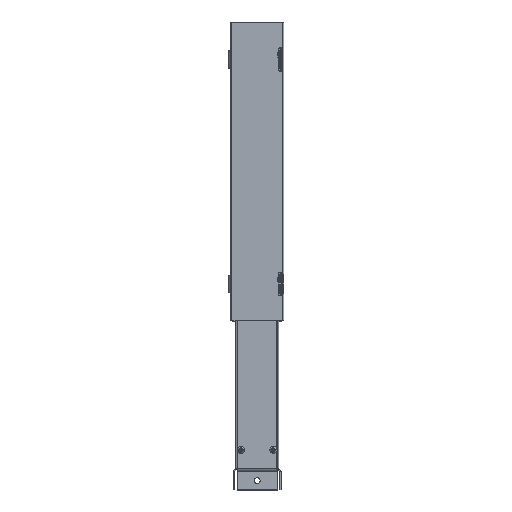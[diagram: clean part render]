
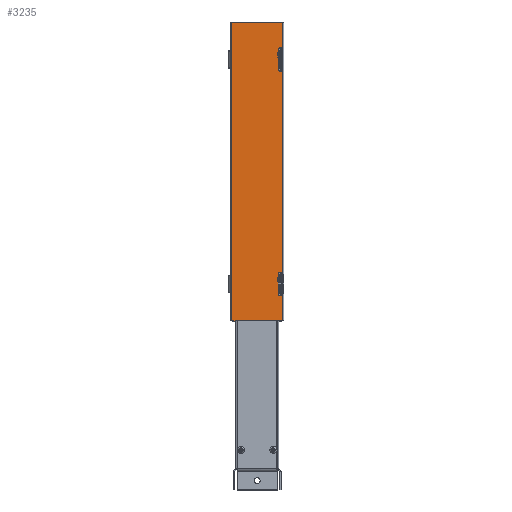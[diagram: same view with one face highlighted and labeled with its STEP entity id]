
A CAD part, top view. The second image highlights one B-rep face of the part: STEP entity #3235.
In plain terms, the highlighted planar face has unit normal (0, 0, 1).
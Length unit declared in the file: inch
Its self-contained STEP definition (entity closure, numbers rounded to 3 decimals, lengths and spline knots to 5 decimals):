
#112 = EDGE_CURVE ( 'NONE', #2638, #4343, #1007, .T. ) ;
#338 = VERTEX_POINT ( 'NONE', #3723 ) ;
#412 = CIRCLE ( 'NONE', #12609, 0.125 ) ;
#425 = EDGE_CURVE ( 'NONE', #7696, #2638, #9561, .T. ) ;
#469 = CARTESIAN_POINT ( 'NONE',  ( 1.24, -6.5, 0.5425 ) ) ;
#667 = DIRECTION ( 'NONE',  ( 0., 1., 0. ) ) ;
#823 = CARTESIAN_POINT ( 'NONE',  ( 1.346, -5.43375, 0.5425 ) ) ;
#992 = ORIENTED_EDGE ( 'NONE', *, *, #3551, .T. ) ;
#1005 = LINE ( 'NONE', #15253, #4444 ) ;
#1007 = LINE ( 'NONE', #10509, #14203 ) ;
#1033 = CARTESIAN_POINT ( 'NONE',  ( 1.24, 5.5, 0.5425 ) ) ;
#1117 = CARTESIAN_POINT ( 'NONE',  ( 1.346, 5.43375, 0.5425 ) ) ;
#1235 = DIRECTION ( 'NONE',  ( 0., 1., 0. ) ) ;
#1288 = CARTESIAN_POINT ( 'NONE',  ( 1.346, -7.96875, 0.5425 ) ) ;
#1316 = ORIENTED_EDGE ( 'NONE', *, *, #10772, .T. ) ;
#1329 = DIRECTION ( 'NONE',  ( 1., 0., 0. ) ) ;
#1353 = LINE ( 'NONE', #1288, #9931 ) ;
#1732 = CARTESIAN_POINT ( 'NONE',  ( 1.346, -7.96875, 0.5425 ) ) ;
#2515 = PLANE ( 'NONE',  #9133 ) ;
#2638 = VERTEX_POINT ( 'NONE', #11432 ) ;
#2856 = DIRECTION ( 'NONE',  ( 0., 0., -1. ) ) ;
#3122 = EDGE_LOOP ( 'NONE', ( #11920, #8295, #11857, #9443, #6759, #7262, #4792, #992, #8885, #7451, #5667, #1316 ) ) ;
#3235 = ADVANCED_FACE ( 'NONE', ( #10936 ), #2515, .T. ) ;
#3426 = LINE ( 'NONE', #12082, #7858 ) ;
#3551 = EDGE_CURVE ( 'NONE', #338, #7696, #3426, .T. ) ;
#3723 = CARTESIAN_POINT ( 'NONE',  ( 1.115, 5.5, 0.5425 ) ) ;
#3899 = EDGE_CURVE ( 'NONE', #4044, #11179, #5872, .T. ) ;
#4044 = VERTEX_POINT ( 'NONE', #12367 ) ;
#4343 = VERTEX_POINT ( 'NONE', #14035 ) ;
#4444 = VECTOR ( 'NONE', #1235, 39.37008 ) ;
#4554 = LINE ( 'NONE', #9234, #8445 ) ;
#4792 = ORIENTED_EDGE ( 'NONE', *, *, #8081, .T. ) ;
#5002 = DIRECTION ( 'NONE',  ( 0., 0., 1. ) ) ;
#5067 = DIRECTION ( 'NONE',  ( 0., 0., -1. ) ) ;
#5134 = DIRECTION ( 'NONE',  ( 0., -1., 0. ) ) ;
#5210 = VERTEX_POINT ( 'NONE', #1117 ) ;
#5306 = DIRECTION ( 'NONE',  ( 1., 0., 0. ) ) ;
#5313 = CARTESIAN_POINT ( 'NONE',  ( 1.115, -6.5, 0.5425 ) ) ;
#5362 = VERTEX_POINT ( 'NONE', #5313 ) ;
#5667 = ORIENTED_EDGE ( 'NONE', *, *, #15092, .T. ) ;
#5872 = CIRCLE ( 'NONE', #12114, 0.125 ) ;
#6047 = DIRECTION ( 'NONE',  ( 1., 0., 0. ) ) ;
#6377 = CARTESIAN_POINT ( 'NONE',  ( 1.346, -7.96875, 0.5425 ) ) ;
#6387 = VECTOR ( 'NONE', #12901, 39.37008 ) ;
#6591 = VERTEX_POINT ( 'NONE', #14652 ) ;
#6759 = ORIENTED_EDGE ( 'NONE', *, *, #3899, .T. ) ;
#6785 = EDGE_CURVE ( 'NONE', #7298, #6591, #1005, .T. ) ;
#6788 = DIRECTION ( 'NONE',  ( 0., 1., 0. ) ) ;
#7231 = DIRECTION ( 'NONE',  ( 0., 0., -1. ) ) ;
#7262 = ORIENTED_EDGE ( 'NONE', *, *, #10304, .T. ) ;
#7298 = VERTEX_POINT ( 'NONE', #6377 ) ;
#7451 = ORIENTED_EDGE ( 'NONE', *, *, #112, .T. ) ;
#7469 = CARTESIAN_POINT ( 'NONE',  ( 1.24, 6.5, 0.5425 ) ) ;
#7601 = CARTESIAN_POINT ( 'NONE',  ( 1.115, 6.5, 0.5425 ) ) ;
#7696 = VERTEX_POINT ( 'NONE', #7601 ) ;
#7858 = VECTOR ( 'NONE', #13172, 39.37008 ) ;
#8081 = EDGE_CURVE ( 'NONE', #5210, #338, #15331, .T. ) ;
#8121 = EDGE_CURVE ( 'NONE', #6591, #5362, #412, .T. ) ;
#8212 = VECTOR ( 'NONE', #6788, 39.37008 ) ;
#8295 = ORIENTED_EDGE ( 'NONE', *, *, #6785, .T. ) ;
#8442 = DIRECTION ( 'NONE',  ( 1., 0., 0. ) ) ;
#8445 = VECTOR ( 'NONE', #667, 39.37008 ) ;
#8562 = DIRECTION ( 'NONE',  ( 1., 0., 0. ) ) ;
#8608 = AXIS2_PLACEMENT_3D ( 'NONE', #1033, #11939, #1329 ) ;
#8614 = DIRECTION ( 'NONE',  ( 1., 0., 0. ) ) ;
#8885 = ORIENTED_EDGE ( 'NONE', *, *, #425, .T. ) ;
#9133 = AXIS2_PLACEMENT_3D ( 'NONE', #10846, #5002, #5306 ) ;
#9234 = CARTESIAN_POINT ( 'NONE',  ( 1.115, -7.96875, 0.5425 ) ) ;
#9395 = CARTESIAN_POINT ( 'NONE',  ( -1.346, 7.96875, 0.5425 ) ) ;
#9443 = ORIENTED_EDGE ( 'NONE', *, *, #9693, .T. ) ;
#9561 = CIRCLE ( 'NONE', #13548, 0.125 ) ;
#9663 = CARTESIAN_POINT ( 'NONE',  ( -1.346, -7.96875, 0.5425 ) ) ;
#9693 = EDGE_CURVE ( 'NONE', #5362, #4044, #4554, .T. ) ;
#9931 = VECTOR ( 'NONE', #8442, 39.37008 ) ;
#10304 = EDGE_CURVE ( 'NONE', #11179, #5210, #12413, .T. ) ;
#10509 = CARTESIAN_POINT ( 'NONE',  ( 1.346, -7.96875, 0.5425 ) ) ;
#10702 = CARTESIAN_POINT ( 'NONE',  ( -1.346, -7.96875, 0.5425 ) ) ;
#10772 = EDGE_CURVE ( 'NONE', #12233, #11744, #11074, .T. ) ;
#10846 = CARTESIAN_POINT ( 'NONE',  ( 1.346, -7.96875, 0.5425 ) ) ;
#10929 = VECTOR ( 'NONE', #5134, 39.37008 ) ;
#10936 = FACE_OUTER_BOUND ( 'NONE', #3122, .T. ) ;
#11074 = LINE ( 'NONE', #9663, #10929 ) ;
#11179 = VERTEX_POINT ( 'NONE', #823 ) ;
#11432 = CARTESIAN_POINT ( 'NONE',  ( 1.346, 6.56625, 0.5425 ) ) ;
#11660 = CARTESIAN_POINT ( 'NONE',  ( 1.346, 7.96875, 0.5425 ) ) ;
#11744 = VERTEX_POINT ( 'NONE', #10702 ) ;
#11857 = ORIENTED_EDGE ( 'NONE', *, *, #8121, .T. ) ;
#11920 = ORIENTED_EDGE ( 'NONE', *, *, #13525, .T. ) ;
#11939 = DIRECTION ( 'NONE',  ( 0., 0., -1. ) ) ;
#12082 = CARTESIAN_POINT ( 'NONE',  ( 1.115, -7.96875, 0.5425 ) ) ;
#12114 = AXIS2_PLACEMENT_3D ( 'NONE', #15418, #7231, #6047 ) ;
#12233 = VERTEX_POINT ( 'NONE', #9395 ) ;
#12367 = CARTESIAN_POINT ( 'NONE',  ( 1.115, -5.5, 0.5425 ) ) ;
#12413 = LINE ( 'NONE', #1732, #8212 ) ;
#12609 = AXIS2_PLACEMENT_3D ( 'NONE', #469, #5067, #8562 ) ;
#12901 = DIRECTION ( 'NONE',  ( -1., 0., 0. ) ) ;
#13172 = DIRECTION ( 'NONE',  ( 0., 1., 0. ) ) ;
#13525 = EDGE_CURVE ( 'NONE', #11744, #7298, #1353, .T. ) ;
#13548 = AXIS2_PLACEMENT_3D ( 'NONE', #7469, #2856, #8614 ) ;
#13949 = DIRECTION ( 'NONE',  ( 0., 1., 0. ) ) ;
#14035 = CARTESIAN_POINT ( 'NONE',  ( 1.346, 7.96875, 0.5425 ) ) ;
#14203 = VECTOR ( 'NONE', #13949, 39.37008 ) ;
#14235 = LINE ( 'NONE', #11660, #6387 ) ;
#14652 = CARTESIAN_POINT ( 'NONE',  ( 1.346, -6.56625, 0.5425 ) ) ;
#15092 = EDGE_CURVE ( 'NONE', #4343, #12233, #14235, .T. ) ;
#15253 = CARTESIAN_POINT ( 'NONE',  ( 1.346, -7.96875, 0.5425 ) ) ;
#15331 = CIRCLE ( 'NONE', #8608, 0.125 ) ;
#15418 = CARTESIAN_POINT ( 'NONE',  ( 1.24, -5.5, 0.5425 ) ) ;
